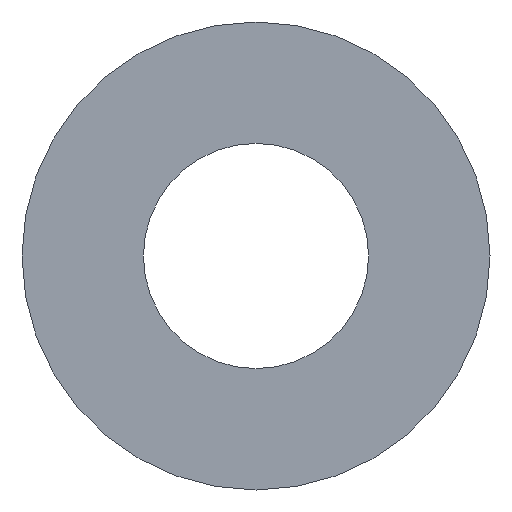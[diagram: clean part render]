
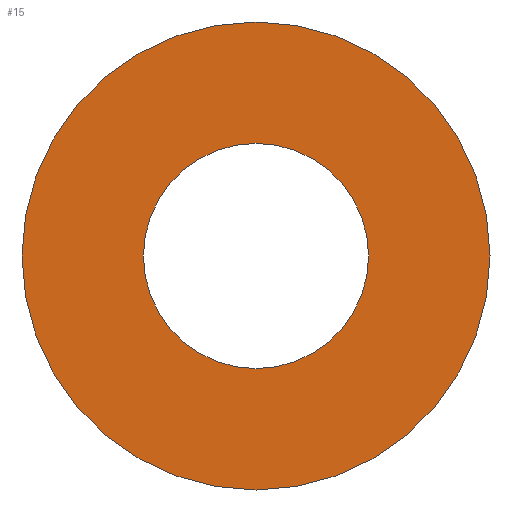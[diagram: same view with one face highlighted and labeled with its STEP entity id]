
A CAD part, front view. The second image highlights one B-rep face of the part: STEP entity #15.
In plain terms, the highlighted planar face has unit normal (0, -1, 0).
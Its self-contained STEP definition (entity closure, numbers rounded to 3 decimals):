
#9 = AXIS2_PLACEMENT_3D ( 'NONE', #230, #195, #158 ) ;
#10 = CARTESIAN_POINT ( 'NONE',  ( 0., 0., -106. ) ) ;
#13 = ORIENTED_EDGE ( 'NONE', *, *, #222, .F. ) ;
#14 = EDGE_LOOP ( 'NONE', ( #75, #98 ) ) ;
#15 = ADVANCED_FACE ( 'NONE', ( #249, #209 ), #215, .F. ) ;
#19 = VERTEX_POINT ( 'NONE', #136 ) ;
#21 = CARTESIAN_POINT ( 'NONE',  ( 0., 0., 0. ) ) ;
#24 = CARTESIAN_POINT ( 'NONE',  ( 0., 0., 0. ) ) ;
#48 = EDGE_CURVE ( 'NONE', #177, #197, #122, .T. ) ;
#51 = AXIS2_PLACEMENT_3D ( 'NONE', #24, #193, #82 ) ;
#60 = CIRCLE ( 'NONE', #9, 51. ) ;
#67 = DIRECTION ( 'NONE',  ( 0., 1., 0. ) ) ;
#74 = EDGE_LOOP ( 'NONE', ( #153, #13 ) ) ;
#75 = ORIENTED_EDGE ( 'NONE', *, *, #93, .T. ) ;
#80 = DIRECTION ( 'NONE',  ( 0., 1., 0. ) ) ;
#82 = DIRECTION ( 'NONE',  ( 0., 0., 1. ) ) ;
#87 = CARTESIAN_POINT ( 'NONE',  ( 0., 0., 0. ) ) ;
#93 = EDGE_CURVE ( 'NONE', #189, #19, #60, .T. ) ;
#98 = ORIENTED_EDGE ( 'NONE', *, *, #135, .T. ) ;
#100 = AXIS2_PLACEMENT_3D ( 'NONE', #114, #180, #174 ) ;
#108 = CARTESIAN_POINT ( 'NONE',  ( 0., 0., -51. ) ) ;
#114 = CARTESIAN_POINT ( 'NONE',  ( 0., 0., 0. ) ) ;
#118 = CIRCLE ( 'NONE', #200, 51. ) ;
#122 = CIRCLE ( 'NONE', #100, 106. ) ;
#125 = CARTESIAN_POINT ( 'NONE',  ( 0., 0., 106. ) ) ;
#135 = EDGE_CURVE ( 'NONE', #19, #189, #118, .T. ) ;
#136 = CARTESIAN_POINT ( 'NONE',  ( 0., 0., 51. ) ) ;
#153 = ORIENTED_EDGE ( 'NONE', *, *, #48, .F. ) ;
#154 = DIRECTION ( 'NONE',  ( 0., 0., 1. ) ) ;
#158 = DIRECTION ( 'NONE',  ( 0., 0., 1. ) ) ;
#174 = DIRECTION ( 'NONE',  ( 0., 0., 1. ) ) ;
#177 = VERTEX_POINT ( 'NONE', #10 ) ;
#180 = DIRECTION ( 'NONE',  ( 0., 1., 0. ) ) ;
#184 = CIRCLE ( 'NONE', #238, 106. ) ;
#189 = VERTEX_POINT ( 'NONE', #108 ) ;
#193 = DIRECTION ( 'NONE',  ( 0., 1., 0. ) ) ;
#195 = DIRECTION ( 'NONE',  ( 0., 1., 0. ) ) ;
#197 = VERTEX_POINT ( 'NONE', #125 ) ;
#199 = DIRECTION ( 'NONE',  ( 0., 0., 1. ) ) ;
#200 = AXIS2_PLACEMENT_3D ( 'NONE', #21, #80, #154 ) ;
#209 = FACE_BOUND ( 'NONE', #14, .T. ) ;
#215 = PLANE ( 'NONE',  #51 ) ;
#222 = EDGE_CURVE ( 'NONE', #197, #177, #184, .T. ) ;
#230 = CARTESIAN_POINT ( 'NONE',  ( 0., 0., 0. ) ) ;
#238 = AXIS2_PLACEMENT_3D ( 'NONE', #87, #67, #199 ) ;
#249 = FACE_OUTER_BOUND ( 'NONE', #74, .T. ) ;
